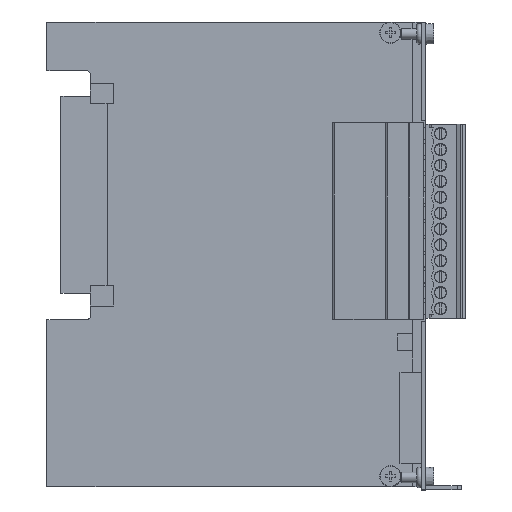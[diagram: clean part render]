
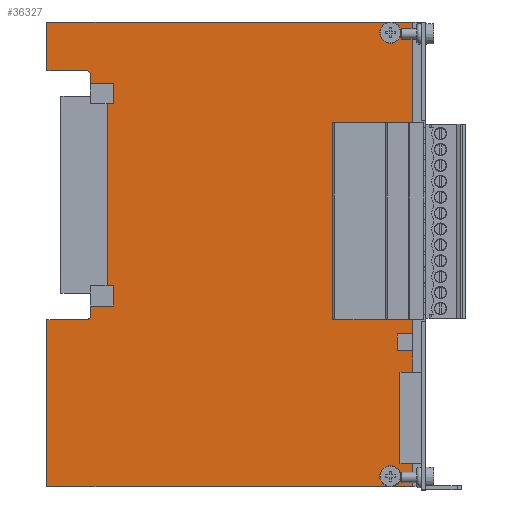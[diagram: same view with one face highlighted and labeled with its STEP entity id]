
A CAD part, top view. The second image highlights one B-rep face of the part: STEP entity #36327.
In plain terms, the highlighted planar face has unit normal (0, 0, 1).
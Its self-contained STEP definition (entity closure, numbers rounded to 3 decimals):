
#460=LINE('',#47224,#3684);
#461=LINE('',#47228,#3685);
#462=LINE('',#47230,#3686);
#463=LINE('',#47232,#3687);
#464=LINE('',#47234,#3688);
#465=LINE('',#47236,#3689);
#466=LINE('',#47238,#3690);
#467=LINE('',#47240,#3691);
#468=LINE('',#47242,#3692);
#469=LINE('',#47244,#3693);
#470=LINE('',#47246,#3694);
#471=LINE('',#47248,#3695);
#472=LINE('',#47251,#3696);
#473=LINE('',#47253,#3697);
#474=LINE('',#47255,#3698);
#475=LINE('',#47259,#3699);
#476=LINE('',#47261,#3700);
#477=LINE('',#47263,#3701);
#478=LINE('',#47265,#3702);
#479=LINE('',#47267,#3703);
#480=LINE('',#47269,#3704);
#481=LINE('',#47271,#3705);
#482=LINE('',#47273,#3706);
#483=LINE('',#47275,#3707);
#484=LINE('',#47279,#3708);
#485=LINE('',#47281,#3709);
#486=LINE('',#47282,#3710);
#487=LINE('',#47285,#3711);
#488=LINE('',#47287,#3712);
#489=LINE('',#47289,#3713);
#3684=VECTOR('',#39988,1000.);
#3685=VECTOR('',#39991,1000.);
#3686=VECTOR('',#39992,1000.);
#3687=VECTOR('',#39993,1000.);
#3688=VECTOR('',#39994,1000.);
#3689=VECTOR('',#39995,1000.);
#3690=VECTOR('',#39996,1000.);
#3691=VECTOR('',#39997,1000.);
#3692=VECTOR('',#39998,1000.);
#3693=VECTOR('',#39999,1000.);
#3694=VECTOR('',#40000,1000.);
#3695=VECTOR('',#40001,1000.);
#3696=VECTOR('',#40004,1000.);
#3697=VECTOR('',#40005,1000.);
#3698=VECTOR('',#40006,1000.);
#3699=VECTOR('',#40009,1000.);
#3700=VECTOR('',#40010,1000.);
#3701=VECTOR('',#40011,1000.);
#3702=VECTOR('',#40012,1000.);
#3703=VECTOR('',#40013,1000.);
#3704=VECTOR('',#40014,1000.);
#3705=VECTOR('',#40015,1000.);
#3706=VECTOR('',#40016,1000.);
#3707=VECTOR('',#40017,1000.);
#3708=VECTOR('',#40020,1000.);
#3709=VECTOR('',#40021,1000.);
#3710=VECTOR('',#40022,1000.);
#3711=VECTOR('',#40023,1000.);
#3712=VECTOR('',#40024,1000.);
#3713=VECTOR('',#40025,1000.);
#6934=ORIENTED_EDGE('',*,*,#14406,.T.);
#6935=ORIENTED_EDGE('',*,*,#14407,.T.);
#6936=ORIENTED_EDGE('',*,*,#14408,.T.);
#6937=ORIENTED_EDGE('',*,*,#14409,.T.);
#6938=ORIENTED_EDGE('',*,*,#14410,.T.);
#6939=ORIENTED_EDGE('',*,*,#14411,.F.);
#6940=ORIENTED_EDGE('',*,*,#14412,.F.);
#6941=ORIENTED_EDGE('',*,*,#14413,.T.);
#6942=ORIENTED_EDGE('',*,*,#14414,.T.);
#6943=ORIENTED_EDGE('',*,*,#14415,.T.);
#6944=ORIENTED_EDGE('',*,*,#14416,.F.);
#6945=ORIENTED_EDGE('',*,*,#14417,.T.);
#6946=ORIENTED_EDGE('',*,*,#14418,.T.);
#6947=ORIENTED_EDGE('',*,*,#14419,.T.);
#6948=ORIENTED_EDGE('',*,*,#14420,.T.);
#6949=ORIENTED_EDGE('',*,*,#14421,.T.);
#6950=ORIENTED_EDGE('',*,*,#14422,.F.);
#6951=ORIENTED_EDGE('',*,*,#14423,.F.);
#6952=ORIENTED_EDGE('',*,*,#14424,.F.);
#6953=ORIENTED_EDGE('',*,*,#14425,.T.);
#6954=ORIENTED_EDGE('',*,*,#14426,.T.);
#6955=ORIENTED_EDGE('',*,*,#14427,.T.);
#6956=ORIENTED_EDGE('',*,*,#14428,.T.);
#6957=ORIENTED_EDGE('',*,*,#14429,.T.);
#6958=ORIENTED_EDGE('',*,*,#14430,.T.);
#6959=ORIENTED_EDGE('',*,*,#14431,.T.);
#6960=ORIENTED_EDGE('',*,*,#14432,.F.);
#6961=ORIENTED_EDGE('',*,*,#14433,.F.);
#6962=ORIENTED_EDGE('',*,*,#14434,.F.);
#6963=ORIENTED_EDGE('',*,*,#14435,.T.);
#6964=ORIENTED_EDGE('',*,*,#14436,.F.);
#6965=ORIENTED_EDGE('',*,*,#14437,.F.);
#6966=ORIENTED_EDGE('',*,*,#14438,.F.);
#6967=ORIENTED_EDGE('',*,*,#14439,.F.);
#14406=EDGE_CURVE('',#18142,#18143,#460,.T.);
#14407=EDGE_CURVE('',#18143,#18143,#20568,.T.);
#14408=EDGE_CURVE('',#18143,#18144,#461,.T.);
#14409=EDGE_CURVE('',#18144,#18145,#462,.T.);
#14410=EDGE_CURVE('',#18145,#18146,#463,.T.);
#14411=EDGE_CURVE('',#18147,#18146,#464,.T.);
#14412=EDGE_CURVE('',#18148,#18147,#465,.T.);
#14413=EDGE_CURVE('',#18148,#18149,#466,.T.);
#14414=EDGE_CURVE('',#18149,#18150,#467,.T.);
#14415=EDGE_CURVE('',#18150,#18151,#468,.T.);
#14416=EDGE_CURVE('',#18152,#18151,#469,.T.);
#14417=EDGE_CURVE('',#18152,#18153,#470,.T.);
#14418=EDGE_CURVE('',#18153,#18154,#471,.T.);
#14419=EDGE_CURVE('',#18154,#18154,#20569,.T.);
#14420=EDGE_CURVE('',#18154,#18155,#472,.T.);
#14421=EDGE_CURVE('',#18155,#18156,#473,.T.);
#14422=EDGE_CURVE('',#18157,#18156,#474,.T.);
#14423=EDGE_CURVE('',#18158,#18157,#20570,.T.);
#14424=EDGE_CURVE('',#18159,#18158,#475,.T.);
#14425=EDGE_CURVE('',#18159,#18160,#476,.T.);
#14426=EDGE_CURVE('',#18160,#18161,#477,.T.);
#14427=EDGE_CURVE('',#18161,#18162,#478,.T.);
#14428=EDGE_CURVE('',#18162,#18163,#479,.T.);
#14429=EDGE_CURVE('',#18163,#18164,#480,.T.);
#14430=EDGE_CURVE('',#18164,#18165,#481,.T.);
#14431=EDGE_CURVE('',#18165,#18166,#482,.T.);
#14432=EDGE_CURVE('',#18167,#18166,#483,.T.);
#14433=EDGE_CURVE('',#18168,#18167,#20571,.T.);
#14434=EDGE_CURVE('',#18169,#18168,#484,.T.);
#14435=EDGE_CURVE('',#18169,#18142,#485,.T.);
#14436=EDGE_CURVE('',#18170,#18171,#486,.T.);
#14437=EDGE_CURVE('',#18172,#18170,#487,.T.);
#14438=EDGE_CURVE('',#18173,#18172,#488,.T.);
#14439=EDGE_CURVE('',#18171,#18173,#489,.T.);
#18142=VERTEX_POINT('',#47225);
#18143=VERTEX_POINT('',#47226);
#18144=VERTEX_POINT('',#47229);
#18145=VERTEX_POINT('',#47231);
#18146=VERTEX_POINT('',#47233);
#18147=VERTEX_POINT('',#47235);
#18148=VERTEX_POINT('',#47237);
#18149=VERTEX_POINT('',#47239);
#18150=VERTEX_POINT('',#47241);
#18151=VERTEX_POINT('',#47243);
#18152=VERTEX_POINT('',#47245);
#18153=VERTEX_POINT('',#47247);
#18154=VERTEX_POINT('',#47249);
#18155=VERTEX_POINT('',#47252);
#18156=VERTEX_POINT('',#47254);
#18157=VERTEX_POINT('',#47256);
#18158=VERTEX_POINT('',#47258);
#18159=VERTEX_POINT('',#47260);
#18160=VERTEX_POINT('',#47262);
#18161=VERTEX_POINT('',#47264);
#18162=VERTEX_POINT('',#47266);
#18163=VERTEX_POINT('',#47268);
#18164=VERTEX_POINT('',#47270);
#18165=VERTEX_POINT('',#47272);
#18166=VERTEX_POINT('',#47274);
#18167=VERTEX_POINT('',#47276);
#18168=VERTEX_POINT('',#47278);
#18169=VERTEX_POINT('',#47280);
#18170=VERTEX_POINT('',#47283);
#18171=VERTEX_POINT('',#47284);
#18172=VERTEX_POINT('',#47286);
#18173=VERTEX_POINT('',#47288);
#20568=CIRCLE('',#37862,2.55);
#20569=CIRCLE('',#37863,2.55);
#20570=CIRCLE('',#37864,1.2);
#20571=CIRCLE('',#37865,1.2);
#21009=EDGE_LOOP('',(#6934,#6935,#6936,#6937,#6938,#6939,#6940,#6941,#6942,
#6943,#6944,#6945,#6946,#6947,#6948,#6949,#6950,#6951,#6952,#6953,#6954,
#6955,#6956,#6957,#6958,#6959,#6960,#6961,#6962,#6963));
#21010=EDGE_LOOP('',(#6964,#6965,#6966,#6967));
#22803=FACE_BOUND('',#21009,.T.);
#22804=FACE_BOUND('',#21010,.T.);
#24570=PLANE('',#37861);
#36327=ADVANCED_FACE('',(#22803,#22804),#24570,.T.);
#37861=AXIS2_PLACEMENT_3D('',#47223,#39986,#39987);
#37862=AXIS2_PLACEMENT_3D('',#47227,#39989,#39990);
#37863=AXIS2_PLACEMENT_3D('',#47250,#40002,#40003);
#37864=AXIS2_PLACEMENT_3D('',#47257,#40007,#40008);
#37865=AXIS2_PLACEMENT_3D('',#47277,#40018,#40019);
#39986=DIRECTION('',(0.,0.,1.));
#39987=DIRECTION('',(1.,0.,0.));
#39988=DIRECTION('',(1.,0.,0.));
#39989=DIRECTION('',(0.,0.,-1.));
#39990=DIRECTION('',(-1.,0.,0.));
#39991=DIRECTION('',(1.,0.,0.));
#39992=DIRECTION('',(0.,1.,0.));
#39993=DIRECTION('',(-1.,0.,0.));
#39994=DIRECTION('',(0.,-1.,0.));
#39995=DIRECTION('',(-1.,0.,0.));
#39996=DIRECTION('',(0.,1.,0.));
#39997=DIRECTION('',(-1.,0.,0.));
#39998=DIRECTION('',(0.,1.,0.));
#39999=DIRECTION('',(-1.,0.,0.));
#40000=DIRECTION('',(0.,1.,0.));
#40001=DIRECTION('',(-1.,0.,0.));
#40002=DIRECTION('',(0.,0.,-1.));
#40003=DIRECTION('',(-1.,0.,0.));
#40004=DIRECTION('',(-1.,0.,0.));
#40005=DIRECTION('',(0.,-1.,0.));
#40006=DIRECTION('',(-1.,0.,0.));
#40007=DIRECTION('',(0.,0.,1.));
#40008=DIRECTION('',(1.,0.,0.));
#40009=DIRECTION('',(0.,1.,0.));
#40010=DIRECTION('',(1.,0.,0.));
#40011=DIRECTION('',(0.,-1.,0.));
#40012=DIRECTION('',(-1.,0.,0.));
#40013=DIRECTION('',(0.,-1.,0.));
#40014=DIRECTION('',(1.,0.,0.));
#40015=DIRECTION('',(0.,-1.,0.));
#40016=DIRECTION('',(-1.,0.,0.));
#40017=DIRECTION('',(0.,1.,0.));
#40018=DIRECTION('',(0.,0.,1.));
#40019=DIRECTION('',(1.,0.,0.));
#40020=DIRECTION('',(1.,0.,0.));
#40021=DIRECTION('',(0.,-1.,0.));
#40022=DIRECTION('',(1.,0.,0.));
#40023=DIRECTION('',(0.,-1.,0.));
#40024=DIRECTION('',(-1.,0.,0.));
#40025=DIRECTION('',(0.,1.,0.));
#47223=CARTESIAN_POINT('',(0.,0.,0.));
#47224=CARTESIAN_POINT('',(-43.85,-55.7,0.));
#47225=CARTESIAN_POINT('',(-43.85,-55.7,0.));
#47226=CARTESIAN_POINT('',(38.45,-55.7,0.));
#47227=CARTESIAN_POINT('',(38.45,-53.15,0.));
#47228=CARTESIAN_POINT('',(-43.85,-55.7,0.));
#47229=CARTESIAN_POINT('',(43.85,-55.7,0.));
#47230=CARTESIAN_POINT('',(43.85,-55.7,0.));
#47231=CARTESIAN_POINT('',(43.85,-50.092,0.));
#47232=CARTESIAN_POINT('',(46.25,-50.092,0.));
#47233=CARTESIAN_POINT('',(40.75,-50.092,0.));
#47234=CARTESIAN_POINT('',(40.75,-28.212,0.));
#47235=CARTESIAN_POINT('',(40.75,-28.212,0.));
#47236=CARTESIAN_POINT('',(46.25,-28.212,0.));
#47237=CARTESIAN_POINT('',(43.85,-28.212,0.));
#47238=CARTESIAN_POINT('',(43.85,-55.7,0.));
#47239=CARTESIAN_POINT('',(43.85,-15.6,0.));
#47240=CARTESIAN_POINT('',(46.5,-15.6,0.));
#47241=CARTESIAN_POINT('',(24.6,-15.6,0.));
#47242=CARTESIAN_POINT('',(24.6,-15.6,0.));
#47243=CARTESIAN_POINT('',(24.6,31.51,0.));
#47244=CARTESIAN_POINT('',(46.5,31.51,0.));
#47245=CARTESIAN_POINT('',(43.85,31.51,0.));
#47246=CARTESIAN_POINT('',(43.85,-55.7,0.));
#47247=CARTESIAN_POINT('',(43.85,55.7,0.));
#47248=CARTESIAN_POINT('',(43.85,55.7,0.));
#47249=CARTESIAN_POINT('',(38.45,55.7,0.));
#47250=CARTESIAN_POINT('',(38.45,53.15,0.));
#47251=CARTESIAN_POINT('',(43.85,55.7,0.));
#47252=CARTESIAN_POINT('',(-43.85,55.7,0.));
#47253=CARTESIAN_POINT('',(-43.85,55.7,0.));
#47254=CARTESIAN_POINT('',(-43.85,44.05,0.));
#47255=CARTESIAN_POINT('',(-34.55,44.05,0.));
#47256=CARTESIAN_POINT('',(-34.55,44.05,0.));
#47257=CARTESIAN_POINT('',(-34.55,42.85,0.));
#47258=CARTESIAN_POINT('',(-33.35,42.85,0.));
#47259=CARTESIAN_POINT('',(-33.35,-14.5,0.));
#47260=CARTESIAN_POINT('',(-33.35,40.968,0.));
#47261=CARTESIAN_POINT('',(0.,40.968,0.));
#47262=CARTESIAN_POINT('',(-27.85,40.968,0.));
#47263=CARTESIAN_POINT('',(-27.85,0.,0.));
#47264=CARTESIAN_POINT('',(-27.85,36.068,0.));
#47265=CARTESIAN_POINT('',(0.,36.068,0.));
#47266=CARTESIAN_POINT('',(-29.44,36.068,0.));
#47267=CARTESIAN_POINT('',(-29.44,0.,0.));
#47268=CARTESIAN_POINT('',(-29.44,-7.472,0.));
#47269=CARTESIAN_POINT('',(0.,-7.472,0.));
#47270=CARTESIAN_POINT('',(-27.85,-7.472,0.));
#47271=CARTESIAN_POINT('',(-27.85,0.,0.));
#47272=CARTESIAN_POINT('',(-27.85,-12.372,0.));
#47273=CARTESIAN_POINT('',(0.,-12.372,0.));
#47274=CARTESIAN_POINT('',(-33.35,-12.372,0.));
#47275=CARTESIAN_POINT('',(-33.35,-14.5,0.));
#47276=CARTESIAN_POINT('',(-33.35,-14.5,0.));
#47277=CARTESIAN_POINT('',(-34.55,-14.5,0.));
#47278=CARTESIAN_POINT('',(-34.55,-15.7,0.));
#47279=CARTESIAN_POINT('',(-43.85,-15.7,0.));
#47280=CARTESIAN_POINT('',(-43.85,-15.7,0.));
#47281=CARTESIAN_POINT('',(-43.85,55.7,0.));
#47282=CARTESIAN_POINT('',(40.15,-23.05,0.));
#47283=CARTESIAN_POINT('',(40.15,-23.05,0.));
#47284=CARTESIAN_POINT('',(43.75,-23.05,0.));
#47285=CARTESIAN_POINT('',(40.15,-19.05,0.));
#47286=CARTESIAN_POINT('',(40.15,-19.05,0.));
#47287=CARTESIAN_POINT('',(43.75,-19.05,0.));
#47288=CARTESIAN_POINT('',(43.75,-19.05,0.));
#47289=CARTESIAN_POINT('',(43.75,-23.05,0.));
